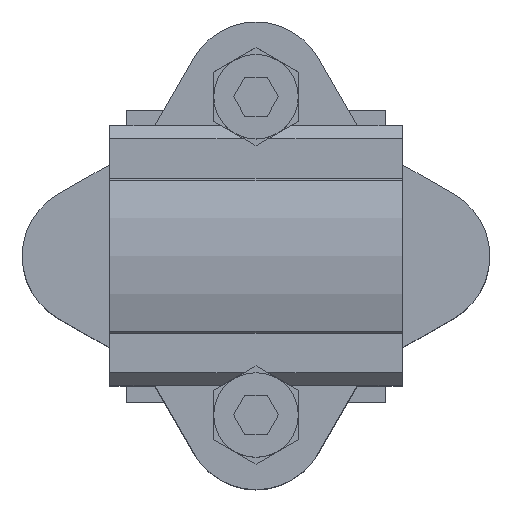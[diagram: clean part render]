
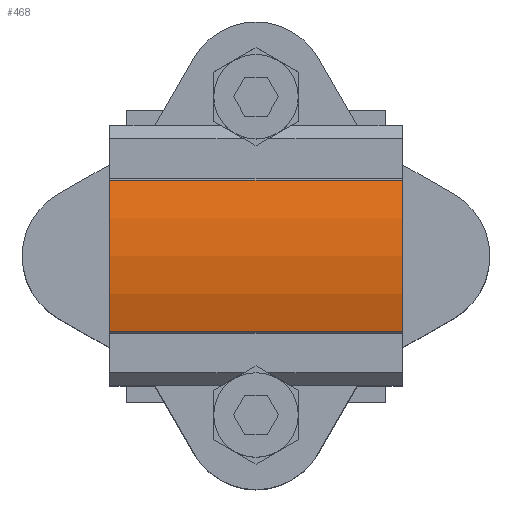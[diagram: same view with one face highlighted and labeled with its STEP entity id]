
A CAD part, top view. The second image highlights one B-rep face of the part: STEP entity #468.
In plain terms, the highlighted cylindrical face has radius 35 mm (diameter 70 mm), a partial arc.
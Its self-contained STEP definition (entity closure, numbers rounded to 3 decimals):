
#468 = ADVANCED_FACE( '', ( #971 ), #972, .T. );
#971 = FACE_OUTER_BOUND( '', #1488, .T. );
#972 = CYLINDRICAL_SURFACE( '', #1489, 35. );
#1488 = EDGE_LOOP( '', ( #2880, #2881, #2882, #2883 ) );
#1489 = AXIS2_PLACEMENT_3D( '', #2884, #2885, #2886 );
#2880 = ORIENTED_EDGE( '', *, *, #3073, .T. );
#2881 = ORIENTED_EDGE( '', *, *, #3196, .F. );
#2882 = ORIENTED_EDGE( '', *, *, #3368, .F. );
#2883 = ORIENTED_EDGE( '', *, *, #3629, .T. );
#2884 = CARTESIAN_POINT( '', ( 22.5, 0., -11.25 ) );
#2885 = DIRECTION( '', ( 1., 0., 0. ) );
#2886 = DIRECTION( '', ( 0., 0., 1. ) );
#3073 = EDGE_CURVE( '', #3674, #3672, #3675, .T. );
#3196 = EDGE_CURVE( '', #3895, #3672, #3897, .T. );
#3368 = EDGE_CURVE( '', #4172, #3895, #4174, .T. );
#3629 = EDGE_CURVE( '', #4172, #3674, #4512, .T. );
#3672 = VERTEX_POINT( '', #4563 );
#3674 = VERTEX_POINT( '', #4566 );
#3675 = CIRCLE( '', #4567, 35. );
#3895 = VERTEX_POINT( '', #4880 );
#3897 = LINE( '', #4883, #4884 );
#4172 = VERTEX_POINT( '', #5285 );
#4174 = CIRCLE( '', #5288, 35. );
#4512 = LINE( '', #5784, #5785 );
#4563 = CARTESIAN_POINT( '', ( -22.5, -11.598, 21.772 ) );
#4566 = CARTESIAN_POINT( '', ( -22.5, 11.598, 21.772 ) );
#4567 = AXIS2_PLACEMENT_3D( '', #5834, #5835, #5836 );
#4880 = CARTESIAN_POINT( '', ( 22.5, -11.598, 21.772 ) );
#4883 = CARTESIAN_POINT( '', ( 22.5, -11.598, 21.772 ) );
#4884 = VECTOR( '', #5961, 1000. );
#5285 = CARTESIAN_POINT( '', ( 22.5, 11.598, 21.772 ) );
#5288 = AXIS2_PLACEMENT_3D( '', #6116, #6117, #6118 );
#5784 = CARTESIAN_POINT( '', ( 22.5, 11.598, 21.772 ) );
#5785 = VECTOR( '', #6319, 1000. );
#5834 = CARTESIAN_POINT( '', ( -22.5, 0., -11.25 ) );
#5835 = DIRECTION( '', ( 1., 0., 0. ) );
#5836 = DIRECTION( '', ( 0., 0., -1. ) );
#5961 = DIRECTION( '', ( -1., 0., 0. ) );
#6116 = CARTESIAN_POINT( '', ( 22.5, 0., -11.25 ) );
#6117 = DIRECTION( '', ( 1., 0., 0. ) );
#6118 = DIRECTION( '', ( 0., 0., -1. ) );
#6319 = DIRECTION( '', ( -1., 0., 0. ) );
